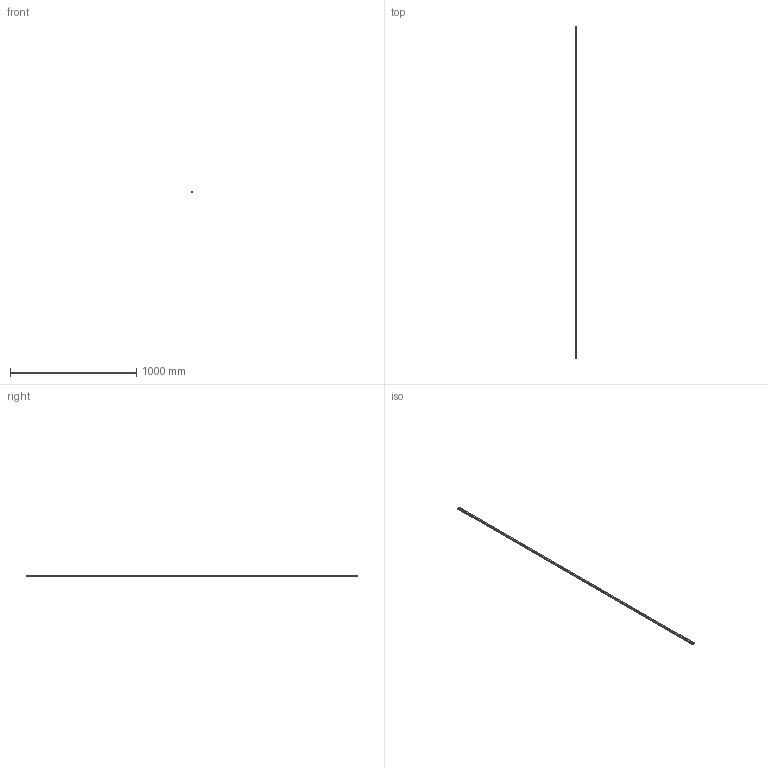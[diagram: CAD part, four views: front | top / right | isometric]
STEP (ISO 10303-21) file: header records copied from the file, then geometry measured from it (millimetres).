
FILE_DESCRIPTION(('STEP AP214'),'1');
FILE_NAME('cctmp_4ABCC400-B177-49C0-95CA-77CF7E932DC7_2021_02_03_11_07_10_0031..stp','2021-02-03T10:07:10',('HIWIN GmbH'),('CADClick - www.CADClick.com'),'Spatial InterOp 3D',' ','unknown authorization');
FILE_SCHEMA(('AUTOMOTIVE_DESIGN'));
Length unit declared in the file: millimetre
Products named in the file (1): EGR15U2630C_FILE
Bounding box: 15 x 2630 x 12.5 mm (x, y, z)
Volume: 418907.8 mm3; surface area: 160237 mm2
Topology: 1 solids, 1 shells, 543 faces, 1347 edges, 898 vertices
Faces by surface type: cylinder 282, plane 261
Entity records: 20869 total; most frequent: DIRECTION 3175, CARTESIAN_POINT 2789, ORIENTED_EDGE 2694, EDGE_CURVE 1347, AXIS2_PLACEMENT_3D 1284, VERTEX_POINT 898, EDGE_LOOP 635, LINE 607
